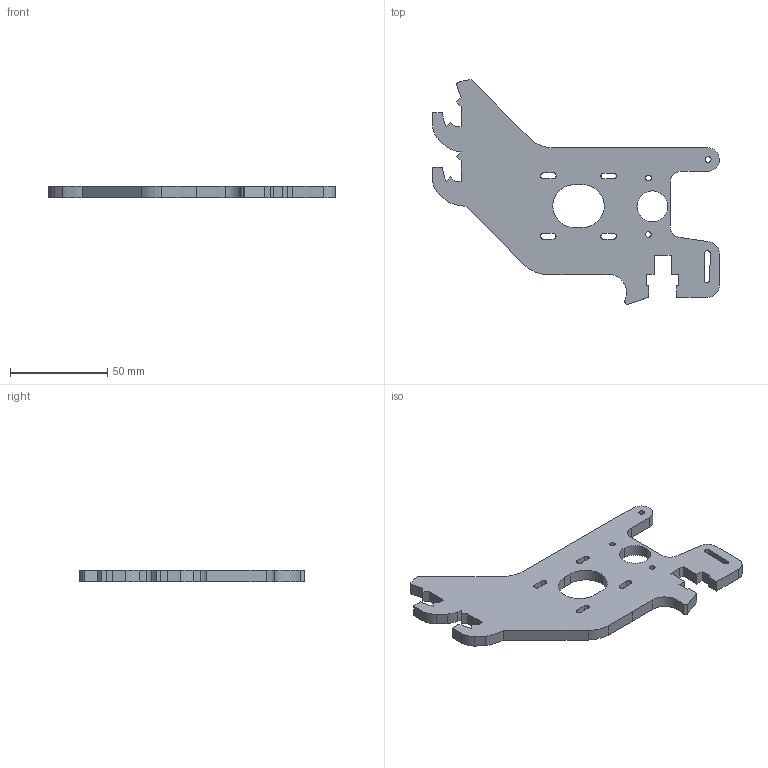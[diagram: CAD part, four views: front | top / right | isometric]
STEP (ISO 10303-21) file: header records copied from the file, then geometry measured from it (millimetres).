
FILE_DESCRIPTION (( 'STEP AP203' ), '1' );
FILE_NAME ('1190-A2P-A.STEP', '2013-10-01T08:50:10', ( 'The M瞁潎in' ), ( '' ), 'SwSTEP 2.0', 'SolidWorks 2013', '' );
FILE_SCHEMA (( 'CONFIG_CONTROL_DESIGN' ));
Length unit declared in the file: millimetre
Products named in the file (1): 1190-A2P-A
Bounding box: 147.23 x 115.37 x 6 mm (x, y, z)
Volume: 46191.5 mm3; surface area: 20648.4 mm2
Topology: 1 solids, 1 shells, 114 faces, 336 edges, 224 vertices
Faces by surface type: plane 70, bspline 44
Entity records: 4257 total; most frequent: CARTESIAN_POINT 1403, ORIENTED_EDGE 672, DIRECTION 390, EDGE_CURVE 336, VECTOR 248, LINE 248, VERTEX_POINT 224, EDGE_LOOP 134
